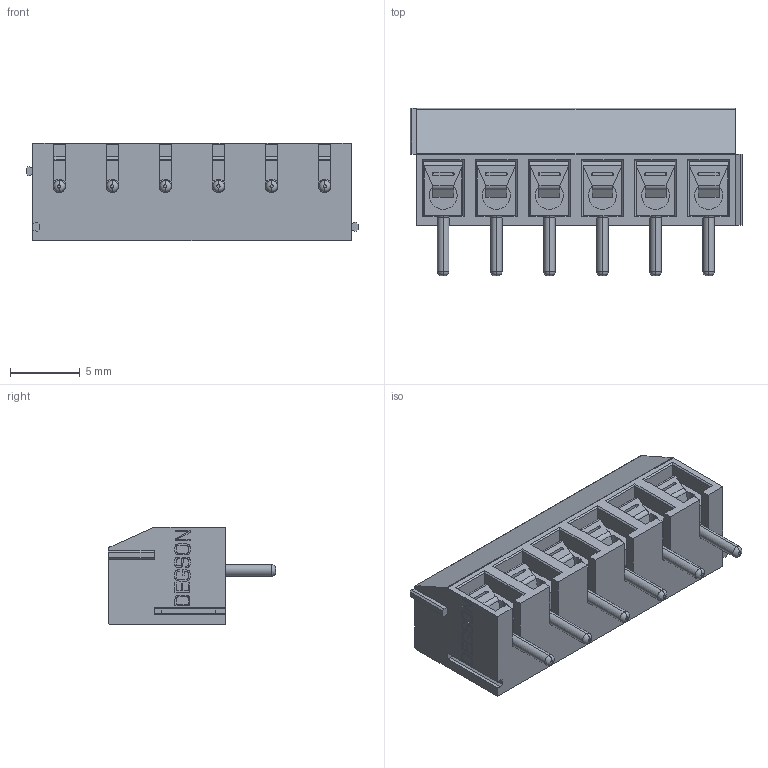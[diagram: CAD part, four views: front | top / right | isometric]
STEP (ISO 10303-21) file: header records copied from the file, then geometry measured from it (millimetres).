
FILE_DESCRIPTION (( 'STEP AP214' ), '1' );
FILE_NAME ('DG340-3.81-06P-12-00AH.STEP', '2017-04-29T16:49:13', ( 'SIG' ), ( '' ), 'SwSTEP 2.0', 'SolidWorks 2014', '' );
FILE_SCHEMA (( 'AUTOMOTIVE_DESIGN' ));
Length unit declared in the file: millimetre
Products named in the file (24): DG340-381-spring; DG340-381_screw; DG340-381-klamper; DG340-381; DG340-3.81-06P-12-00AH
Assembly tree (19 placements, depth 2):
  DG340-381-spring
  DG340-381_screw
  DG340-381-spring
  DG340-381_screw
  DG340-381-klamper
Bounding box: 23.82 x 12.01 x 7 mm (x, y, z)
Volume: 975.3 mm3; surface area: 2719 mm2
Topology: 20 solids, 20 shells, 1062 faces, 2741 edges, 1782 vertices
Faces by surface type: plane 629, cylinder 181, bspline 164, torus 54, cone 34
Entity records: 38226 total; most frequent: CARTESIAN_POINT 14929, ORIENTED_EDGE 3942, DIRECTION 3063, EDGE_CURVE 1971, LINE 1413, VECTOR 1413, VERTEX_POINT 1287, AXIS2_PLACEMENT_3D 825
